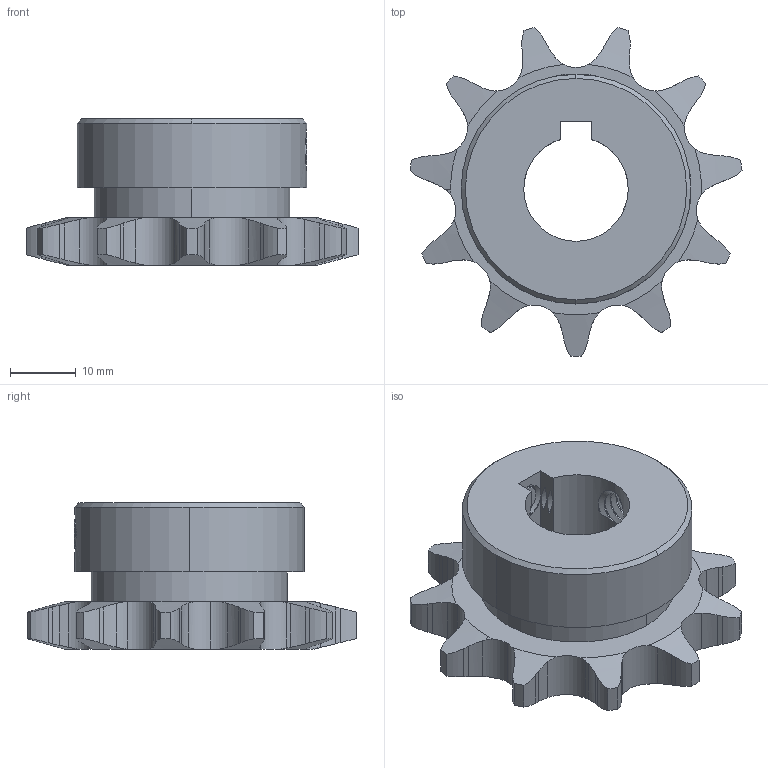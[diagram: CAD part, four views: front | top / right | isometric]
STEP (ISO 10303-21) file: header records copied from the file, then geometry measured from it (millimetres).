
FILE_DESCRIPTION (( 'STEP AP203' ), '1' );
FILE_NAME ('6280K652.step', '2014-10-07T16:05:53', ( '' ), ( '' ), 'SwSTEP 2.0', 'SolidWorks 2010', '' );
FILE_SCHEMA (( 'CONFIG_CONTROL_DESIGN' ));
Length unit declared in the file: inch
Products named in the file (1): 6280K652
Bounding box: 50.49 x 49.98 x 22.23 mm (x, y, z)
Volume: 18180.5 mm3; surface area: 7867.8 mm2
Topology: 3 solids, 3 shells, 248 faces, 688 edges, 450 vertices
Faces by surface type: cylinder 122, cone 52, plane 48, bspline 26
Entity records: 21230 total; most frequent: CARTESIAN_POINT 15655, ORIENTED_EDGE 1376, DIRECTION 876, EDGE_CURVE 688, VERTEX_POINT 450, AXIS2_PLACEMENT_3D 341, B_SPLINE_CURVE_WITH_KNOTS 265, EDGE_LOOP 258
